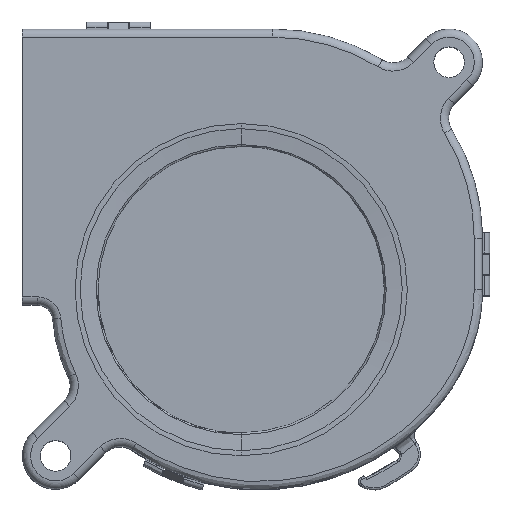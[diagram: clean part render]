
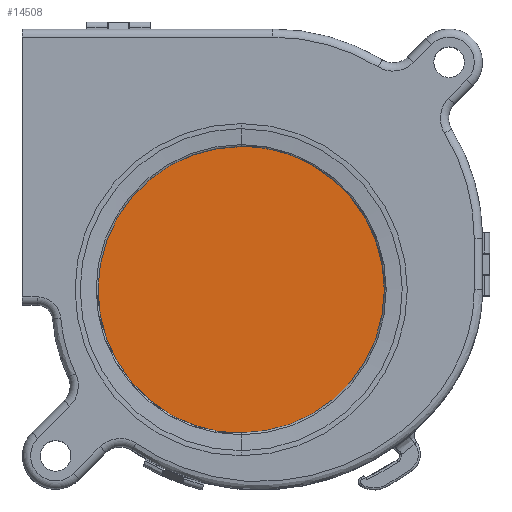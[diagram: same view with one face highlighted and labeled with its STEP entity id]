
A CAD part, top view. The second image highlights one B-rep face of the part: STEP entity #14508.
In plain terms, the highlighted planar face has unit normal (0, 0, 1).
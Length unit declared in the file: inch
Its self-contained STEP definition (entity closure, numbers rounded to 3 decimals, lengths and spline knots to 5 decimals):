
#11208=CARTESIAN_POINT('',(0.,0.,-0.6));
#11209=DIRECTION('',(0.,0.,1.));
#11210=DIRECTION('',(0.007,1.,0.));
#11211=AXIS2_PLACEMENT_3D('',#11208,#11209,#11210);
#11218=CARTESIAN_POINT('',(0.,0.,-0.6));
#11219=DIRECTION('',(0.,0.,-1.));
#11220=DIRECTION('',(0.007,1.,0.));
#11221=AXIS2_PLACEMENT_3D('',#11218,#11219,#11220);
#11223=CARTESIAN_POINT('',(0.,0.,-0.6));
#11224=DIRECTION('',(0.,0.,-1.));
#11225=DIRECTION('',(-0.007,-1.,0.));
#11226=AXIS2_PLACEMENT_3D('',#11223,#11224,#11225);
#11228=CARTESIAN_POINT('',(0.,0.,-0.6));
#11229=DIRECTION('',(0.,0.,1.));
#11230=DIRECTION('',(-0.007,-1.,0.));
#11231=AXIS2_PLACEMENT_3D('',#11228,#11229,#11230);
#11797=CARTESIAN_POINT('',(0.09847,14.20963,-0.6));
#11798=CARTESIAN_POINT('',(0.,-14.20998,-0.6));
#11799=VERTEX_POINT('',#11797);
#11800=VERTEX_POINT('',#11798);
#11801=CARTESIAN_POINT('',(0.,14.20998,-0.6));
#11802=VERTEX_POINT('',#11801);
#11807=CARTESIAN_POINT('',(-0.09847,-14.20963,-0.6));
#11808=VERTEX_POINT('',#11807);
#14495=CARTESIAN_POINT('',(0.,0.,-0.6));
#14496=DIRECTION('',(0.,0.,-1.));
#14497=DIRECTION('',(-1.,0.,0.));
#14498=AXIS2_PLACEMENT_3D('',#14495,#14496,#14497);
#14499=PLANE('',#14498);
#14500=ORIENTED_EDGE('',*,*,#14481,.F.);
#14501=ORIENTED_EDGE('',*,*,#14479,.T.);
#14503=ORIENTED_EDGE('',*,*,#14502,.F.);
#14505=ORIENTED_EDGE('',*,*,#14504,.T.);
#14506=EDGE_LOOP('',(#14500,#14501,#14503,#14505));
#14507=FACE_OUTER_BOUND('',#14506,.F.);
#14508=ADVANCED_FACE('',(#14507),#14499,.F.);
#11212=CIRCLE('',#11211,14.20998);
#11222=CIRCLE('',#11221,14.20998);
#11227=CIRCLE('',#11226,14.20998);
#11232=CIRCLE('',#11231,14.20998);
#14479=EDGE_CURVE('',#11799,#11800,#11222,.T.);
#14481=EDGE_CURVE('',#11799,#11802,#11212,.T.);
#14502=EDGE_CURVE('',#11808,#11800,#11232,.T.);
#14504=EDGE_CURVE('',#11808,#11802,#11227,.T.);
